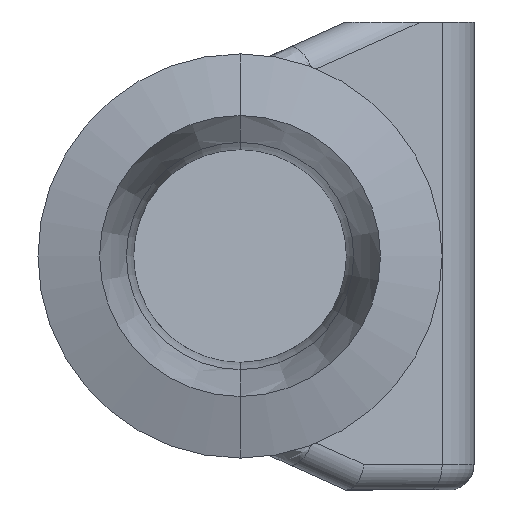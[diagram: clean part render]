
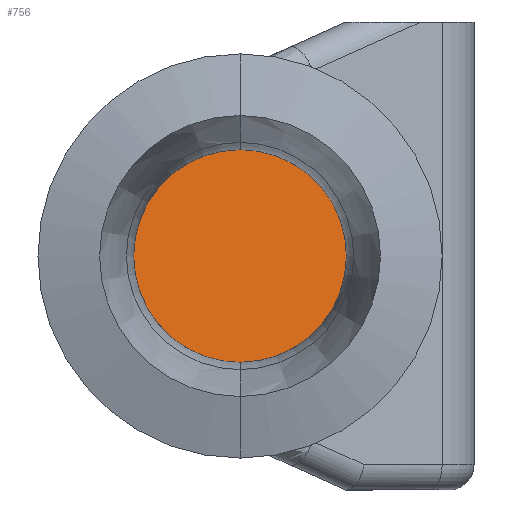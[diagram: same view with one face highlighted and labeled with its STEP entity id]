
A CAD part, left-side view. The second image highlights one B-rep face of the part: STEP entity #756.
In plain terms, the highlighted planar face has unit normal (-0.866, -0.5, 0).
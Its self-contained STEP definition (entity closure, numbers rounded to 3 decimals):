
#80 = AXIS2_PLACEMENT_3D ( 'NONE', #1091, #1209, #714 ) ;
#83 = EDGE_CURVE ( 'NONE', #1284, #970, #394, .T. ) ;
#194 = PLANE ( 'NONE',  #80 ) ;
#209 = FACE_OUTER_BOUND ( 'NONE', #1007, .T. ) ;
#315 = EDGE_CURVE ( 'NONE', #970, #1284, #622, .T. ) ;
#323 = CARTESIAN_POINT ( 'NONE',  ( 118.857, 0., -5. ) ) ;
#342 = CARTESIAN_POINT ( 'NONE',  ( 113.084, 10., 5. ) ) ;
#394 =( BOUNDED_CURVE ( )  B_SPLINE_CURVE ( 3, ( #1237, #342, #1259, #741 ),
 .UNSPECIFIED., .F., .F. ) 
 B_SPLINE_CURVE_WITH_KNOTS ( ( 4, 4 ),
 ( 4.712, 7.854 ),
 .UNSPECIFIED. ) 
 CURVE ( )  GEOMETRIC_REPRESENTATION_ITEM ( )  RATIONAL_B_SPLINE_CURVE ( ( 1., 0.333, 0.333, 1. ) ) 
 REPRESENTATION_ITEM ( '' )  );
#622 =( BOUNDED_CURVE ( )  B_SPLINE_CURVE ( 3, ( #323, #1585, #958, #1318 ),
 .UNSPECIFIED., .F., .F. ) 
 B_SPLINE_CURVE_WITH_KNOTS ( ( 4, 4 ),
 ( 1.571, 4.712 ),
 .UNSPECIFIED. ) 
 CURVE ( )  GEOMETRIC_REPRESENTATION_ITEM ( )  RATIONAL_B_SPLINE_CURVE ( ( 1., 0.333, 0.333, 1. ) ) 
 REPRESENTATION_ITEM ( '' )  );
#714 = DIRECTION ( 'NONE',  ( 0.5, -0.866, 0. ) ) ;
#741 = CARTESIAN_POINT ( 'NONE',  ( 118.857, 0., -5. ) ) ;
#756 = ADVANCED_FACE ( 'NONE', ( #209 ), #194, .T. ) ;
#958 = CARTESIAN_POINT ( 'NONE',  ( 124.631, -10., 5. ) ) ;
#970 = VERTEX_POINT ( 'NONE', #1371 ) ;
#986 = ORIENTED_EDGE ( 'NONE', *, *, #83, .T. ) ;
#1007 = EDGE_LOOP ( 'NONE', ( #986, #1390 ) ) ;
#1091 = CARTESIAN_POINT ( 'NONE',  ( 124.631, -10., -34.966 ) ) ;
#1209 = DIRECTION ( 'NONE',  ( -0.866, -0.5, 0. ) ) ;
#1237 = CARTESIAN_POINT ( 'NONE',  ( 118.857, 0., 5. ) ) ;
#1259 = CARTESIAN_POINT ( 'NONE',  ( 113.084, 10., -5. ) ) ;
#1284 = VERTEX_POINT ( 'NONE', #1290 ) ;
#1290 = CARTESIAN_POINT ( 'NONE',  ( 118.857, 0., 5. ) ) ;
#1318 = CARTESIAN_POINT ( 'NONE',  ( 118.857, 0., 5. ) ) ;
#1371 = CARTESIAN_POINT ( 'NONE',  ( 118.857, 0., -5. ) ) ;
#1390 = ORIENTED_EDGE ( 'NONE', *, *, #315, .T. ) ;
#1585 = CARTESIAN_POINT ( 'NONE',  ( 124.631, -10., -5. ) ) ;
